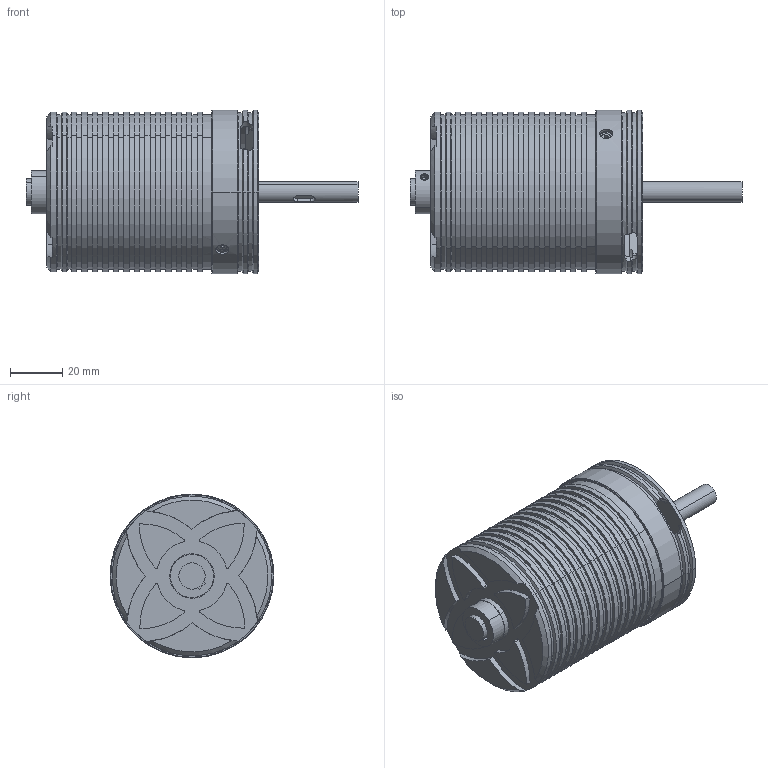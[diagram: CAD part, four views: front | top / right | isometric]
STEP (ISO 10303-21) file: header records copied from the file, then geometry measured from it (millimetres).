
FILE_DESCRIPTION (( 'STEP AP214' ), '1' );
FILE_NAME ('TurnigySK8-6374.STEP', '2018-08-21T22:07:31', ( '' ), ( '' ), 'SwSTEP 2.0', 'SolidWorks 2018', '' );
FILE_SCHEMA (( 'AUTOMOTIVE_DESIGN' ));
Length unit declared in the file: inch
Products named in the file (11): 91390A110_ALLOY STEEL CUP POINT SET SCREW_91390A110; StatorCap; Fan; TurnigySK8-6374; 92125A084_TYPE 18-8 SS FLAT-HEAD SOCKET CAP SCREW_92125A084; Key; 7804K116_STAINLESS STEEL BALL BEARING_7804K116; 92855A313_TYPE 18-8 SS LOW PROFILE SOCKET CAP SCREW_MOD_92855A313; 5972K158_BALL BEARING_5972K158; Rotor; Axel
Assembly tree (16 placements, depth 2):
  TurnigySK8-6374
    StatorCap
    5972K158_BALL BEARING_5972K158
    7804K116_STAINLESS STEEL BALL BEARING_7804K116  x2
    91390A110_ALLOY STEEL CUP POINT SET SCREW_91390A110
    92125A084_TYPE 18-8 SS FLAT-HEAD SOCKET CAP SCREW_92125A084  x4
    92855A313_TYPE 18-8 SS LOW PROFILE SOCKET CAP SCREW_MOD_92855A313  x3
    Axel
    Key
    Fan
    Rotor
Bounding box: 126.75 x 62.5 x 62.5 mm (x, y, z)
Volume: 70141.5 mm3; surface area: 68393 mm2
Topology: 61 solids, 61 shells, 1209 faces, 3129 edges, 2012 vertices
Faces by surface type: cylinder 732, plane 185, cone 177, sphere 72, bspline 25, torus 18
Entity records: 31004 total; most frequent: CARTESIAN_POINT 12826, ORIENTED_EDGE 3280, DIRECTION 3229, EDGE_CURVE 1640, AXIS2_PLACEMENT_3D 1327, VERTEX_POINT 1061, EDGE_LOOP 805, FACE_OUTER_BOUND 698
